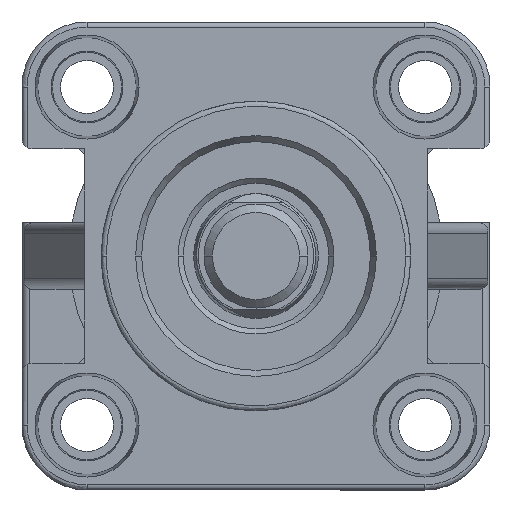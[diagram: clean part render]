
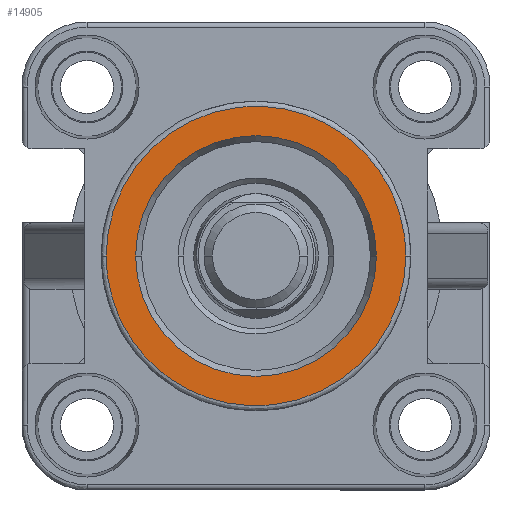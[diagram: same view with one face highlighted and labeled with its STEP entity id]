
A CAD part, left-side view. The second image highlights one B-rep face of the part: STEP entity #14905.
In plain terms, the highlighted planar face has unit normal (-1, 0, 0).
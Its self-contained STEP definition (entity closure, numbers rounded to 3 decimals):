
#67 = CARTESIAN_POINT ( 'NONE',  ( 0., -28.8, -14.4 ) ) ;
#173 = VERTEX_POINT ( 'NONE', #8780 ) ;
#957 = VERTEX_POINT ( 'NONE', #9607 ) ;
#1140 = EDGE_CURVE ( 'NONE', #173, #13795, #10455, .T. ) ;
#1644 = CARTESIAN_POINT ( 'NONE',  ( 0., -28.8, 14.4 ) ) ;
#2126 = ORIENTED_EDGE ( 'NONE', *, *, #3102, .F. ) ;
#2833 = FACE_BOUND ( 'NONE', #16783, .T. ) ;
#3102 = EDGE_CURVE ( 'NONE', #5036, #957, #12900, .T. ) ;
#4059 = CARTESIAN_POINT ( 'NONE',  ( 0., 28.8, -14.4 ) ) ;
#5036 = VERTEX_POINT ( 'NONE', #10439 ) ;
#5246 = CARTESIAN_POINT ( 'NONE',  ( 0., 0., -14.4 ) ) ;
#5515 = CARTESIAN_POINT ( 'NONE',  ( 0., 0., -14.4 ) ) ;
#5617 = CARTESIAN_POINT ( 'NONE',  ( 0., 0., 0. ) ) ;
#6006 = CARTESIAN_POINT ( 'NONE',  ( 0., 0., -14.4 ) ) ;
#6263 = ORIENTED_EDGE ( 'NONE', *, *, #1140, .F. ) ;
#6708 = ORIENTED_EDGE ( 'NONE', *, *, #11261, .F. ) ;
#7036 = DIRECTION ( 'NONE',  ( -1., 0., 0. ) ) ;
#7209 = DIRECTION ( 'NONE',  ( 0., 0., 1. ) ) ;
#8390 = DIRECTION ( 'NONE',  ( 1., 0., 0. ) ) ;
#8676 = CARTESIAN_POINT ( 'NONE',  ( 0., 0., 0. ) ) ;
#8780 = CARTESIAN_POINT ( 'NONE',  ( 0., 0., 14.4 ) ) ;
#9301 = CARTESIAN_POINT ( 'NONE',  ( 0., 28.8, 14.4 ) ) ;
#9607 = CARTESIAN_POINT ( 'NONE',  ( 0., 0., 11.577 ) ) ;
#9855 = DIRECTION ( 'NONE',  ( 0., 0., -1. ) ) ;
#10379 = AXIS2_PLACEMENT_3D ( 'NONE', #16830, #8390, #9855 ) ;
#10439 = CARTESIAN_POINT ( 'NONE',  ( 0., 0., -11.577 ) ) ;
#10455 =( BOUNDED_CURVE ( )  B_SPLINE_CURVE ( 3, ( #15132, #1644, #67, #5515 ),
 .UNSPECIFIED., .F., .F. ) 
 B_SPLINE_CURVE_WITH_KNOTS ( ( 4, 4 ),
 ( 0., 1. ),
 .UNSPECIFIED. ) 
 CURVE ( )  GEOMETRIC_REPRESENTATION_ITEM ( )  RATIONAL_B_SPLINE_CURVE ( ( 1., 0.333, 0.333, 1. ) ) 
 REPRESENTATION_ITEM ( '' )  );
#10551 = ORIENTED_EDGE ( 'NONE', *, *, #15283, .F. ) ;
#10603 =( BOUNDED_CURVE ( )  B_SPLINE_CURVE ( 3, ( #5246, #4059, #9301, #13565 ),
 .UNSPECIFIED., .F., .F. ) 
 B_SPLINE_CURVE_WITH_KNOTS ( ( 4, 4 ),
 ( 0., 1. ),
 .UNSPECIFIED. ) 
 CURVE ( )  GEOMETRIC_REPRESENTATION_ITEM ( )  RATIONAL_B_SPLINE_CURVE ( ( 1., 0.333, 0.333, 1. ) ) 
 REPRESENTATION_ITEM ( '' )  );
#11261 = EDGE_CURVE ( 'NONE', #957, #5036, #12997, .T. ) ;
#11607 = AXIS2_PLACEMENT_3D ( 'NONE', #5617, #7036, #16594 ) ;
#12290 = EDGE_LOOP ( 'NONE', ( #10551, #6263 ) ) ;
#12671 = PLANE ( 'NONE',  #10379 ) ;
#12900 = CIRCLE ( 'NONE', #11607, 11.577 ) ;
#12997 = CIRCLE ( 'NONE', #16072, 11.577 ) ;
#13565 = CARTESIAN_POINT ( 'NONE',  ( 0., 0., 14.4 ) ) ;
#13795 = VERTEX_POINT ( 'NONE', #6006 ) ;
#14905 = ADVANCED_FACE ( 'NONE', ( #2833, #16700 ), #12671, .F. ) ;
#15132 = CARTESIAN_POINT ( 'NONE',  ( 0., 0., 14.4 ) ) ;
#15283 = EDGE_CURVE ( 'NONE', #13795, #173, #10603, .T. ) ;
#16072 = AXIS2_PLACEMENT_3D ( 'NONE', #8676, #16641, #7209 ) ;
#16594 = DIRECTION ( 'NONE',  ( 0., 0., 1. ) ) ;
#16641 = DIRECTION ( 'NONE',  ( -1., 0., 0. ) ) ;
#16700 = FACE_OUTER_BOUND ( 'NONE', #12290, .T. ) ;
#16783 = EDGE_LOOP ( 'NONE', ( #6708, #2126 ) ) ;
#16830 = CARTESIAN_POINT ( 'NONE',  ( 0., 11., 0. ) ) ;
